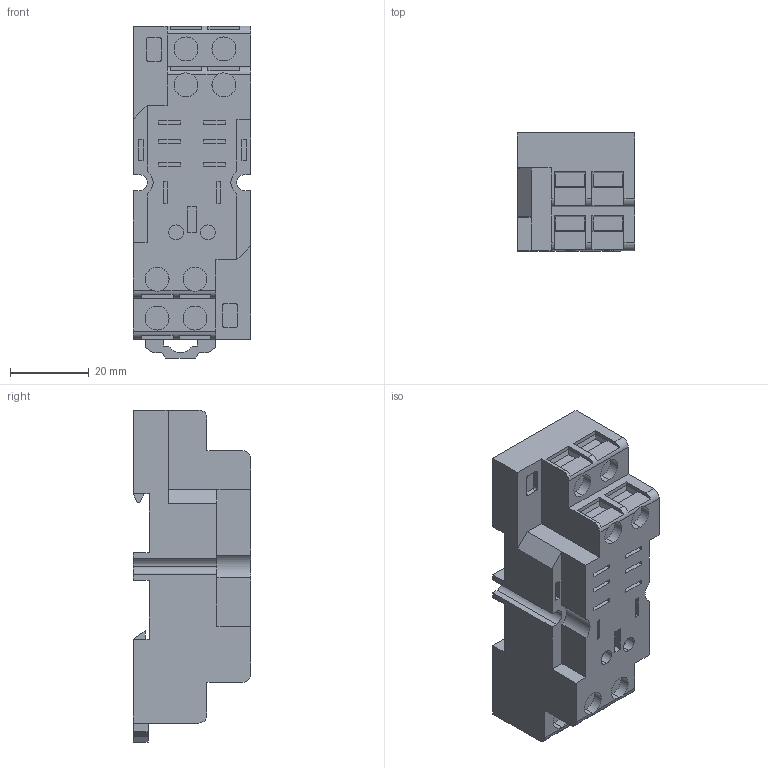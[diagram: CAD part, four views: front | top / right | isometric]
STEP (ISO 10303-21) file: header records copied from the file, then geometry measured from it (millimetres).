
FILE_DESCRIPTION(('starvars output'),'2;1');
FILE_NAME('cv20190909164614000025252.stp','16:46:14 2019/09/09',( 'Thomas Industrial Network Germany GmbH'),( 'Thomas Industrial Network Germany GmbH'),'unknown preprocess','ACIS' ,'unknown authorization');
FILE_SCHEMA(('AUTOMOTIVE_DESIGN_CC2 {UNKNOWN IMPLEMENTATION LEVEL}'));
Length unit declared in the file: millimetre
Products named in the file (1): PRODUCT_ID_3
Bounding box: 29.97 x 29.97 x 84.58 mm (x, y, z)
Volume: 50914.3 mm3; surface area: 13260.5 mm2
Topology: 1 solids, 1 shells, 249 faces, 648 edges, 420 vertices
Faces by surface type: plane 210, cylinder 39
Entity records: 9270 total; most frequent: ORIENTED_EDGE 1296, CARTESIAN_POINT 1281, DIRECTION 1119, EDGE_CURVE 648, VECTOR 507, LINE 507, VERTEX_POINT 420, AXIS2_PLACEMENT_3D 306
